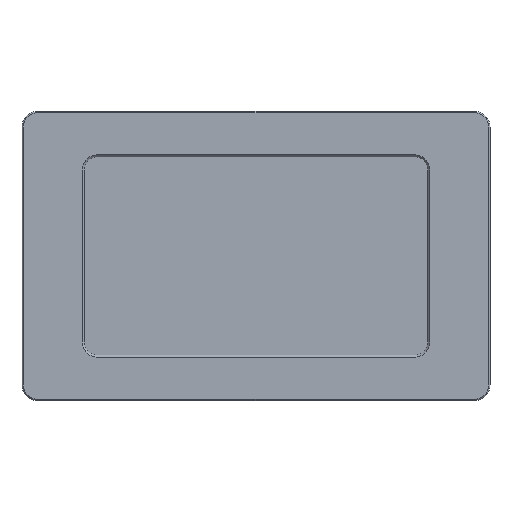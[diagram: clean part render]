
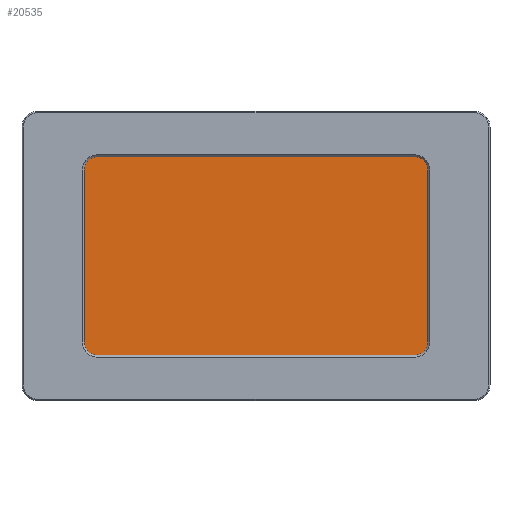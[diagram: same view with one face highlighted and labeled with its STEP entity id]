
A CAD part, top view. The second image highlights one B-rep face of the part: STEP entity #20535.
In plain terms, the highlighted planar face has unit normal (0, 0, 1).
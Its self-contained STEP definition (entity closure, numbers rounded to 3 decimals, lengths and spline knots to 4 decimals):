
#709=PLANE('',#21816);
#1950=FACE_OUTER_BOUND('',#3112,.T.);
#3112=EDGE_LOOP('',(#17429,#17430,#17431,#17432,#17433,#17434,#17435,#17436));
#3527=CIRCLE('',#21698,0.3185);
#3528=CIRCLE('',#21701,0.3185);
#3561=CIRCLE('',#21794,0.3185);
#3562=CIRCLE('',#21797,0.3185);
#5793=LINE('',#37272,#7741);
#5797=LINE('',#37281,#7745);
#5843=LINE('',#37544,#7791);
#5846=LINE('',#37552,#7794);
#7741=VECTOR('',#25555,0.3937);
#7745=VECTOR('',#25565,0.3937);
#7791=VECTOR('',#25797,0.3937);
#7794=VECTOR('',#25806,0.3937);
#9559=VERTEX_POINT('',#37270);
#9560=VERTEX_POINT('',#37271);
#9561=VERTEX_POINT('',#37276);
#9562=VERTEX_POINT('',#37280);
#9563=VERTEX_POINT('',#37284);
#9626=VERTEX_POINT('',#37543);
#9627=VERTEX_POINT('',#37547);
#9628=VERTEX_POINT('',#37551);
#12181=EDGE_CURVE('',#9559,#9560,#5793,.T.);
#12184=EDGE_CURVE('',#9561,#9559,#3527,.T.);
#12186=EDGE_CURVE('',#9562,#9561,#5797,.T.);
#12188=EDGE_CURVE('',#9563,#9562,#3528,.T.);
#12285=EDGE_CURVE('',#9626,#9563,#5843,.T.);
#12287=EDGE_CURVE('',#9627,#9626,#3561,.T.);
#12289=EDGE_CURVE('',#9628,#9627,#5846,.T.);
#12291=EDGE_CURVE('',#9560,#9628,#3562,.T.);
#17429=ORIENTED_EDGE('',*,*,#12188,.F.);
#17430=ORIENTED_EDGE('',*,*,#12285,.F.);
#17431=ORIENTED_EDGE('',*,*,#12287,.F.);
#17432=ORIENTED_EDGE('',*,*,#12289,.F.);
#17433=ORIENTED_EDGE('',*,*,#12291,.F.);
#17434=ORIENTED_EDGE('',*,*,#12181,.F.);
#17435=ORIENTED_EDGE('',*,*,#12184,.F.);
#17436=ORIENTED_EDGE('',*,*,#12186,.F.);
#20535=ADVANCED_FACE('',(#1950),#709,.T.);
#21698=AXIS2_PLACEMENT_3D('',#37277,#25560,#25561);
#21701=AXIS2_PLACEMENT_3D('',#37285,#25569,#25570);
#21794=AXIS2_PLACEMENT_3D('',#37548,#25801,#25802);
#21797=AXIS2_PLACEMENT_3D('',#37555,#25810,#25811);
#21816=AXIS2_PLACEMENT_3D('',#37586,#25854,#25855);
#25555=DIRECTION('',(0.,1.,0.));
#25560=DIRECTION('center_axis',(0.,0.,
-1.));
#25561=DIRECTION('ref_axis',(1.,0.,0.));
#25565=DIRECTION('',(-1.,0.,0.));
#25569=DIRECTION('center_axis',(0.,0.,
-1.));
#25570=DIRECTION('ref_axis',(0.,1.,0.));
#25797=DIRECTION('',(0.,-1.,0.));
#25801=DIRECTION('center_axis',(0.,0.,
-1.));
#25802=DIRECTION('ref_axis',(-1.,0.,0.));
#25806=DIRECTION('',(1.,0.,0.));
#25810=DIRECTION('center_axis',(0.,0.,
-1.));
#25811=DIRECTION('ref_axis',(0.,-1.,0.));
#25854=DIRECTION('center_axis',(0.,0.,
1.));
#25855=DIRECTION('ref_axis',(1.,0.,0.));
#37270=CARTESIAN_POINT('',(1.48,1.3985,0.705));
#37271=CARTESIAN_POINT('',(1.48,5.4915,0.705));
#37272=CARTESIAN_POINT('',(1.48,2.4218,0.705));
#37276=CARTESIAN_POINT('',(1.7985,1.08,0.705));
#37277=CARTESIAN_POINT('Origin',(1.7985,1.3985,0.705));
#37280=CARTESIAN_POINT('',(9.3525,1.08,0.705));
#37281=CARTESIAN_POINT('',(7.464,1.08,0.705));
#37284=CARTESIAN_POINT('',(9.671,1.3985,0.705));
#37285=CARTESIAN_POINT('Origin',(9.3525,1.3985,0.705));
#37543=CARTESIAN_POINT('',(9.671,5.4915,0.705));
#37544=CARTESIAN_POINT('',(9.671,4.4683,0.705));
#37547=CARTESIAN_POINT('',(9.3525,5.81,0.705));
#37548=CARTESIAN_POINT('Origin',(9.3525,5.4915,0.705));
#37551=CARTESIAN_POINT('',(1.7985,5.81,0.705));
#37552=CARTESIAN_POINT('',(3.687,5.81,0.705));
#37555=CARTESIAN_POINT('Origin',(1.7985,5.4915,0.705));
#37586=CARTESIAN_POINT('Origin',(5.5755,3.445,0.705));
